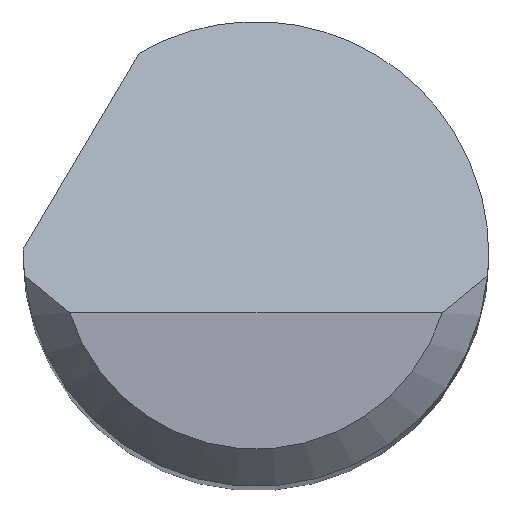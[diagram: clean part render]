
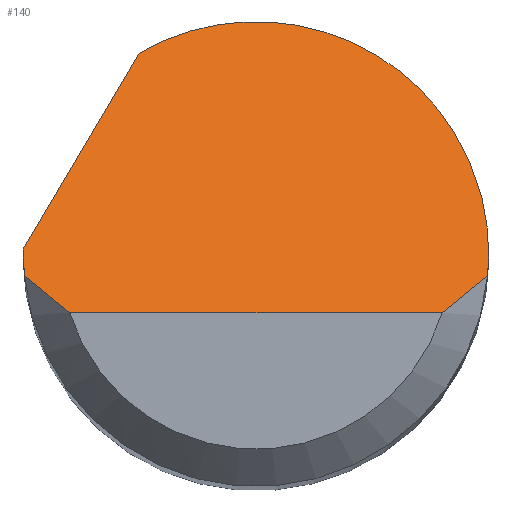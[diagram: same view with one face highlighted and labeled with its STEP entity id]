
A CAD part, top view. The second image highlights one B-rep face of the part: STEP entity #140.
In plain terms, the highlighted planar face has unit normal (0, 0.707, 0.707).
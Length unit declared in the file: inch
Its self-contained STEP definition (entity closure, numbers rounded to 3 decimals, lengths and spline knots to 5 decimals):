
#8 = VERTEX_POINT ( 'NONE', #375 ) ;
#35 = CARTESIAN_POINT ( 'NONE',  ( -0.09334, -0.00875, 1.485 ) ) ;
#44 = CARTESIAN_POINT ( 'NONE',  ( 0., -0.02375, 1.5 ) ) ;
#84 = EDGE_CURVE ( 'NONE', #733, #352, #592, .T. ) ;
#90 = CARTESIAN_POINT ( 'NONE',  ( -0.09334, -0.00875, 1.485 ) ) ;
#97 = AXIS2_PLACEMENT_3D ( 'NONE', #298, #187, #351 ) ;
#105 = CARTESIAN_POINT ( 'NONE',  ( -0.09375, -0.00292, 1.47917 ) ) ;
#106 = ORIENTED_EDGE ( 'NONE', *, *, #382, .F. ) ;
#108 = CARTESIAN_POINT ( 'NONE',  ( -0.10667, -0.01994, 1.49619 ) ) ;
#111 =( BOUNDED_CURVE ( )  B_SPLINE_CURVE ( 3, ( #356, #117, #461, #640 ),
 .UNSPECIFIED., .F., .F. ) 
 B_SPLINE_CURVE_WITH_KNOTS ( ( 4, 4 ),
 ( 4.71239, 4.73372 ),
 .UNSPECIFIED. ) 
 CURVE ( )  GEOMETRIC_REPRESENTATION_ITEM ( )  RATIONAL_B_SPLINE_CURVE ( ( 1., 1., 1., 1. ) ) 
 REPRESENTATION_ITEM ( '' )  );
#117 = CARTESIAN_POINT ( 'NONE',  ( -0.09375, 0.00067, 1.47558 ) ) ;
#140 = ADVANCED_FACE ( 'NONE', ( #591 ), #643, .F. ) ;
#151 = EDGE_CURVE ( 'NONE', #324, #724, #197, .T. ) ;
#158 = VERTEX_POINT ( 'NONE', #368 ) ;
#162 = B_SPLINE_CURVE_WITH_KNOTS ( 'NONE', 3,
 ( #522, #171, #417, #405 ),
 .UNSPECIFIED., .F., .F.,
 ( 4, 4 ),
 ( 0., 0.00071 ),
 .UNSPECIFIED. ) ;
#171 = CARTESIAN_POINT ( 'NONE',  ( 0.08157, -0.019, 1.49525 ) ) ;
#174 = DIRECTION ( 'NONE',  ( 1., 0., 0. ) ) ;
#182 = EDGE_CURVE ( 'NONE', #158, #733, #708, .T. ) ;
#187 = DIRECTION ( 'NONE',  ( 0., -0.707, -0.707 ) ) ;
#192 = CARTESIAN_POINT ( 'NONE',  ( 0.09334, -0.00875, 1.485 ) ) ;
#197 =( BOUNDED_CURVE ( )  B_SPLINE_CURVE ( 3, ( #363, #481, #712, #192 ),
 .UNSPECIFIED., .F., .F. ) 
 B_SPLINE_CURVE_WITH_KNOTS ( ( 4, 4 ),
 ( 1.5708, 1.66427 ),
 .UNSPECIFIED. ) 
 CURVE ( )  GEOMETRIC_REPRESENTATION_ITEM ( )  RATIONAL_B_SPLINE_CURVE ( ( 1., 0.999, 0.999, 1. ) ) 
 REPRESENTATION_ITEM ( '' )  );
#212 = CARTESIAN_POINT ( 'NONE',  ( -0.07508, -0.02375, 1.5 ) ) ;
#215 = CARTESIAN_POINT ( 'NONE',  ( 0.09375, 0., 1.47625 ) ) ;
#222 = VECTOR ( 'NONE', #174, 39.37008 ) ;
#224 = EDGE_CURVE ( 'NONE', #158, #8, #713, .T. ) ;
#225 = VERTEX_POINT ( 'NONE', #613 ) ;
#238 = ORIENTED_EDGE ( 'NONE', *, *, #258, .F. ) ;
#258 = EDGE_CURVE ( 'NONE', #225, #324, #718, .T. ) ;
#298 = CARTESIAN_POINT ( 'NONE',  ( -0.09375, -0.02375, 1.5 ) ) ;
#311 = VERTEX_POINT ( 'NONE', #625 ) ;
#324 = VERTEX_POINT ( 'NONE', #386 ) ;
#342 = CARTESIAN_POINT ( 'NONE',  ( -0.09361, -0.00584, 1.48209 ) ) ;
#345 = CARTESIAN_POINT ( 'NONE',  ( 0.09375, 0.08136, 1.39489 ) ) ;
#351 = DIRECTION ( 'NONE',  ( 0., 0.707, -0.707 ) ) ;
#352 = VERTEX_POINT ( 'NONE', #535 ) ;
#356 = CARTESIAN_POINT ( 'NONE',  ( -0.09375, 0., 1.47625 ) ) ;
#363 = CARTESIAN_POINT ( 'NONE',  ( 0.09375, 0., 1.47625 ) ) ;
#368 = CARTESIAN_POINT ( 'NONE',  ( -0.09334, -0.00875, 1.485 ) ) ;
#375 = CARTESIAN_POINT ( 'NONE',  ( -0.09375, 0., 1.47625 ) ) ;
#382 = EDGE_CURVE ( 'NONE', #311, #225, #693, .T. ) ;
#386 = CARTESIAN_POINT ( 'NONE',  ( 0.09375, 0., 1.47625 ) ) ;
#396 = VECTOR ( 'NONE', #423, 39.37008 ) ;
#405 = CARTESIAN_POINT ( 'NONE',  ( 0.09334, -0.00875, 1.485 ) ) ;
#417 = CARTESIAN_POINT ( 'NONE',  ( 0.08761, -0.01397, 1.49022 ) ) ;
#423 = DIRECTION ( 'NONE',  ( 0.385, 0.653, -0.653 ) ) ;
#438 = ORIENTED_EDGE ( 'NONE', *, *, #742, .T. ) ;
#456 = CARTESIAN_POINT ( 'NONE',  ( -0.0471, 0.08106, 1.39519 ) ) ;
#459 = CARTESIAN_POINT ( 'NONE',  ( -0.08157, -0.019, 1.49525 ) ) ;
#461 = CARTESIAN_POINT ( 'NONE',  ( -0.09374, 0.00133, 1.47492 ) ) ;
#481 = CARTESIAN_POINT ( 'NONE',  ( 0.09375, -0.00292, 1.47917 ) ) ;
#495 = ORIENTED_EDGE ( 'NONE', *, *, #224, .F. ) ;
#522 = CARTESIAN_POINT ( 'NONE',  ( 0.07508, -0.02375, 1.5 ) ) ;
#527 = ORIENTED_EDGE ( 'NONE', *, *, #737, .F. ) ;
#535 = CARTESIAN_POINT ( 'NONE',  ( 0.07508, -0.02375, 1.5 ) ) ;
#542 = CARTESIAN_POINT ( 'NONE',  ( -0.08761, -0.01397, 1.49022 ) ) ;
#564 = EDGE_LOOP ( 'NONE', ( #696, #438, #717, #238, #106, #527, #495, #574 ) ) ;
#574 = ORIENTED_EDGE ( 'NONE', *, *, #182, .T. ) ;
#580 = CARTESIAN_POINT ( 'NONE',  ( -0.07508, -0.02375, 1.5 ) ) ;
#591 = FACE_OUTER_BOUND ( 'NONE', #564, .T. ) ;
#592 = LINE ( 'NONE', #44, #222 ) ;
#613 = CARTESIAN_POINT ( 'NONE',  ( -0.0471, 0.08106, 1.39519 ) ) ;
#625 = CARTESIAN_POINT ( 'NONE',  ( -0.09373, 0.002, 1.47425 ) ) ;
#640 = CARTESIAN_POINT ( 'NONE',  ( -0.09373, 0.002, 1.47425 ) ) ;
#643 = PLANE ( 'NONE',  #97 ) ;
#677 = CARTESIAN_POINT ( 'NONE',  ( -0.09375, 0., 1.47625 ) ) ;
#693 = LINE ( 'NONE', #108, #396 ) ;
#696 = ORIENTED_EDGE ( 'NONE', *, *, #84, .T. ) ;
#708 = B_SPLINE_CURVE_WITH_KNOTS ( 'NONE', 3,
 ( #90, #542, #459, #212 ),
 .UNSPECIFIED., .F., .F.,
 ( 4, 4 ),
 ( 0., 0.00071 ),
 .UNSPECIFIED. ) ;
#712 = CARTESIAN_POINT ( 'NONE',  ( 0.09361, -0.00584, 1.48209 ) ) ;
#713 =( BOUNDED_CURVE ( )  B_SPLINE_CURVE ( 3, ( #35, #342, #105, #677 ),
 .UNSPECIFIED., .F., .F. ) 
 B_SPLINE_CURVE_WITH_KNOTS ( ( 4, 4 ),
 ( 4.61892, 4.71239 ),
 .UNSPECIFIED. ) 
 CURVE ( )  GEOMETRIC_REPRESENTATION_ITEM ( )  RATIONAL_B_SPLINE_CURVE ( ( 1., 0.999, 0.999, 1. ) ) 
 REPRESENTATION_ITEM ( '' )  );
#717 = ORIENTED_EDGE ( 'NONE', *, *, #151, .F. ) ;
#718 =( BOUNDED_CURVE ( )  B_SPLINE_CURVE ( 3, ( #456, #736, #345, #215 ),
 .UNSPECIFIED., .F., .F. ) 
 B_SPLINE_CURVE_WITH_KNOTS ( ( 4, 4 ),
 ( 5.75677, 7.85398 ),
 .UNSPECIFIED. ) 
 CURVE ( )  GEOMETRIC_REPRESENTATION_ITEM ( )  RATIONAL_B_SPLINE_CURVE ( ( 1., 0.666, 0.666, 1. ) ) 
 REPRESENTATION_ITEM ( '' )  );
#724 = VERTEX_POINT ( 'NONE', #760 ) ;
#733 = VERTEX_POINT ( 'NONE', #580 ) ;
#736 = CARTESIAN_POINT ( 'NONE',  ( 0.02324, 0.12193, 1.35432 ) ) ;
#737 = EDGE_CURVE ( 'NONE', #8, #311, #111, .T. ) ;
#742 = EDGE_CURVE ( 'NONE', #352, #724, #162, .T. ) ;
#760 = CARTESIAN_POINT ( 'NONE',  ( 0.09334, -0.00875, 1.485 ) ) ;
